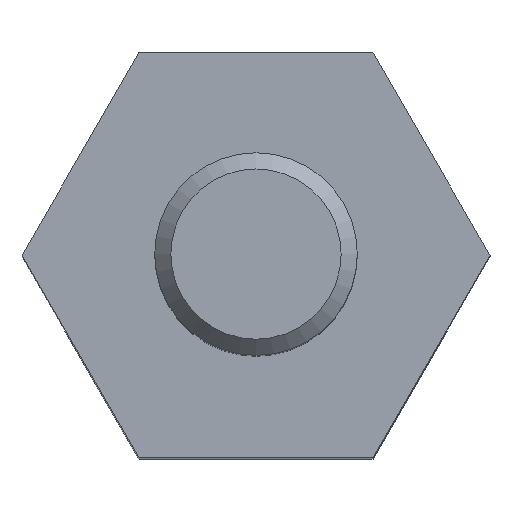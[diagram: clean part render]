
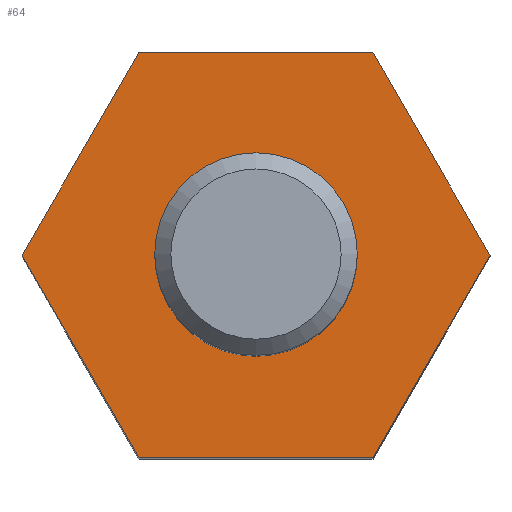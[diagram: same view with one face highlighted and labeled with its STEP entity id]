
A CAD part, top view. The second image highlights one B-rep face of the part: STEP entity #64.
In plain terms, the highlighted planar face has unit normal (0, 0, 1).
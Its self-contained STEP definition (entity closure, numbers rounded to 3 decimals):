
#64 = ADVANCED_FACE( '', ( #145, #146 ), #147, .T. );
#145 = FACE_BOUND( '', #243, .T. );
#146 = FACE_OUTER_BOUND( '', #244, .T. );
#147 = PLANE( '', #245 );
#243 = EDGE_LOOP( '', ( #362 ) );
#244 = EDGE_LOOP( '', ( #363, #364, #365, #366, #367, #368 ) );
#245 = AXIS2_PLACEMENT_3D( '', #369, #370, #371 );
#362 = ORIENTED_EDGE( '', *, *, #528, .T. );
#363 = ORIENTED_EDGE( '', *, *, #529, .T. );
#364 = ORIENTED_EDGE( '', *, *, #530, .T. );
#365 = ORIENTED_EDGE( '', *, *, #531, .T. );
#366 = ORIENTED_EDGE( '', *, *, #518, .T. );
#367 = ORIENTED_EDGE( '', *, *, #513, .T. );
#368 = ORIENTED_EDGE( '', *, *, #532, .T. );
#369 = CARTESIAN_POINT( '', ( 0., 0., 5.5 ) );
#370 = DIRECTION( '', ( 0., 0., 1. ) );
#371 = DIRECTION( '', ( 1., 0., 0. ) );
#513 = EDGE_CURVE( '', #592, #590, #593, .T. );
#518 = EDGE_CURVE( '', #599, #592, #600, .T. );
#528 = EDGE_CURVE( '', #615, #615, #616, .F. );
#529 = EDGE_CURVE( '', #617, #618, #619, .T. );
#530 = EDGE_CURVE( '', #618, #620, #621, .T. );
#531 = EDGE_CURVE( '', #620, #599, #622, .T. );
#532 = EDGE_CURVE( '', #590, #617, #623, .T. );
#590 = VERTEX_POINT( '', #689 );
#592 = VERTEX_POINT( '', #692 );
#593 = LINE( '', #693, #694 );
#599 = VERTEX_POINT( '', #703 );
#600 = LINE( '', #704, #705 );
#615 = VERTEX_POINT( '', #722 );
#616 = CIRCLE( '', #723, 1.1 );
#617 = VERTEX_POINT( '', #724 );
#618 = VERTEX_POINT( '', #725 );
#619 = LINE( '', #726, #727 );
#620 = VERTEX_POINT( '', #728 );
#621 = LINE( '', #729, #730 );
#622 = LINE( '', #731, #732 );
#623 = LINE( '', #733, #734 );
#689 = CARTESIAN_POINT( '', ( 2.887, 0., 5.5 ) );
#692 = CARTESIAN_POINT( '', ( 1.443, -2.5, 5.5 ) );
#693 = CARTESIAN_POINT( '', ( 1.443, -2.5, 5.5 ) );
#694 = VECTOR( '', #815, 1000. );
#703 = CARTESIAN_POINT( '', ( -1.443, -2.5, 5.5 ) );
#704 = CARTESIAN_POINT( '', ( -1.443, -2.5, 5.5 ) );
#705 = VECTOR( '', #819, 1000. );
#722 = CARTESIAN_POINT( '', ( 1.1, 0., 5.5 ) );
#723 = AXIS2_PLACEMENT_3D( '', #834, #835, #836 );
#724 = CARTESIAN_POINT( '', ( 1.443, 2.5, 5.5 ) );
#725 = CARTESIAN_POINT( '', ( -1.443, 2.5, 5.5 ) );
#726 = CARTESIAN_POINT( '', ( 1.443, 2.5, 5.5 ) );
#727 = VECTOR( '', #837, 1000. );
#728 = CARTESIAN_POINT( '', ( -2.887, 0., 5.5 ) );
#729 = CARTESIAN_POINT( '', ( -1.443, 2.5, 5.5 ) );
#730 = VECTOR( '', #838, 1000. );
#731 = CARTESIAN_POINT( '', ( -2.887, 0., 5.5 ) );
#732 = VECTOR( '', #839, 1000. );
#733 = CARTESIAN_POINT( '', ( 2.887, 0., 5.5 ) );
#734 = VECTOR( '', #840, 1000. );
#815 = DIRECTION( '', ( 0.5, 0.866, 0. ) );
#819 = DIRECTION( '', ( 1., 0., 0. ) );
#834 = CARTESIAN_POINT( '', ( 0., 0., 5.5 ) );
#835 = DIRECTION( '', ( 0., 0., 1. ) );
#836 = DIRECTION( '', ( 1., 0., 0. ) );
#837 = DIRECTION( '', ( -1., 0., 0. ) );
#838 = DIRECTION( '', ( -0.5, -0.866, 0. ) );
#839 = DIRECTION( '', ( 0.5, -0.866, 0. ) );
#840 = DIRECTION( '', ( -0.5, 0.866, 0. ) );
